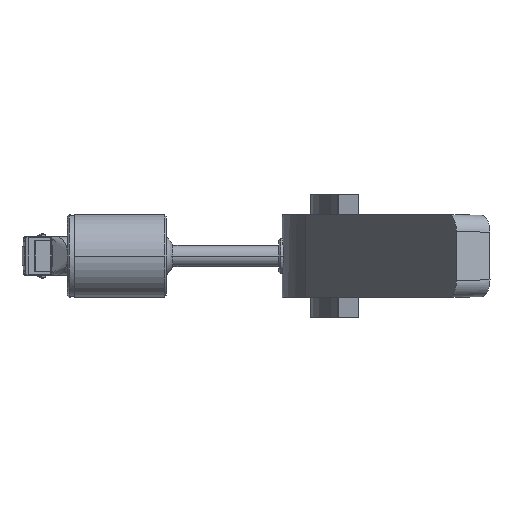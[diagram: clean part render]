
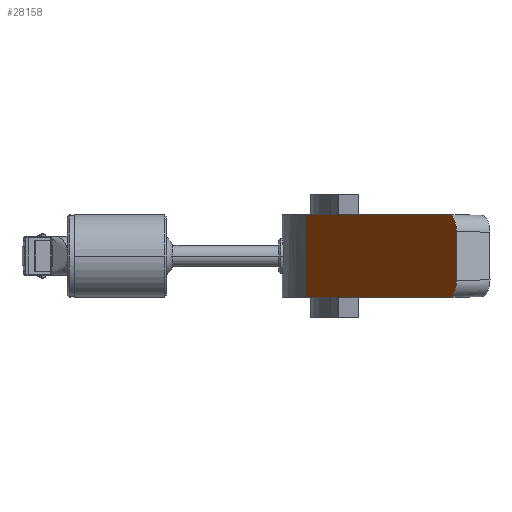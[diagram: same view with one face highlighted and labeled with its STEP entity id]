
A CAD part, left-side view. The second image highlights one B-rep face of the part: STEP entity #28158.
In plain terms, the highlighted face is planar.
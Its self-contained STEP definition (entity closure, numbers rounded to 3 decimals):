
#23021=DIRECTION('',(-0.866,-0.5,0.));
#23022=VECTOR('',#23021,79.799);
#23023=CARTESIAN_POINT('',(-24.25,-1.299,11.75));
#23024=LINE('',#23023,#23022);
#23025=DIRECTION('',(0.,0.,1.));
#23026=VECTOR('',#23025,13.898);
#23027=CARTESIAN_POINT('',(-97.515,-43.599,
-6.949));
#23028=LINE('',#23027,#23026);
#23037=CARTESIAN_POINT('',(-93.358,-41.199,-11.75));
#23038=CARTESIAN_POINT('',(-94.051,-41.599,-11.75));
#23039=CARTESIAN_POINT('',(-95.136,-42.225,
-11.403));
#23040=CARTESIAN_POINT('',(-96.359,-42.931,
-10.414));
#23041=CARTESIAN_POINT('',(-97.215,-43.425,
-9.002));
#23042=CARTESIAN_POINT('',(-97.515,-43.599,
-7.749));
#23043=CARTESIAN_POINT('',(-97.515,-43.599,
-6.949));
#23045=DIRECTION('',(0.,0.,-1.));
#23046=VECTOR('',#23045,23.5);
#23047=CARTESIAN_POINT('',(-24.25,-1.299,11.75));
#23048=LINE('',#23047,#23046);
#23049=CARTESIAN_POINT('',(-97.515,-43.599,
6.949));
#23050=CARTESIAN_POINT('',(-97.515,-43.599,
7.749));
#23051=CARTESIAN_POINT('',(-97.215,-43.425,
9.002));
#23052=CARTESIAN_POINT('',(-96.359,-42.931,
10.414));
#23053=CARTESIAN_POINT('',(-95.136,-42.225,
11.403));
#23054=CARTESIAN_POINT('',(-94.051,-41.599,11.75));
#23055=CARTESIAN_POINT('',(-93.358,-41.199,11.75));
#23061=DIRECTION('',(-0.866,-0.5,0.));
#23062=VECTOR('',#23061,79.799);
#23063=CARTESIAN_POINT('',(-24.25,-1.299,-11.75));
#23064=LINE('',#23063,#23062);
#23873=CARTESIAN_POINT('',(-24.25,-1.299,11.75));
#23875=VERTEX_POINT('',#23873);
#23882=CARTESIAN_POINT('',(-24.25,-1.299,-11.75));
#23883=VERTEX_POINT('',#23882);
#23899=CARTESIAN_POINT('',(-97.515,-43.599,
-6.949));
#23900=CARTESIAN_POINT('',(-97.515,-43.599,
6.949));
#23901=VERTEX_POINT('',#23899);
#23902=VERTEX_POINT('',#23900);
#23909=VERTEX_POINT('',#23055);
#23913=VERTEX_POINT('',#23037);
#28143=CARTESIAN_POINT('',(0.,12.702,-11.75));
#28144=DIRECTION('',(-0.5,0.866,0.));
#28145=DIRECTION('',(-0.866,-0.5,0.));
#28146=AXIS2_PLACEMENT_3D('',#28143,#28144,#28145);
#28147=PLANE('',#28146);
#28148=ORIENTED_EDGE('',*,*,#28134,.F.);
#28150=ORIENTED_EDGE('',*,*,#28149,.F.);
#28152=ORIENTED_EDGE('',*,*,#28151,.F.);
#28153=ORIENTED_EDGE('',*,*,#27938,.F.);
#28154=ORIENTED_EDGE('',*,*,#28109,.T.);
#28155=ORIENTED_EDGE('',*,*,#28123,.F.);
#28156=EDGE_LOOP('',(#28148,#28150,#28152,#28153,#28154,#28155));
#28157=FACE_OUTER_BOUND('',#28156,.F.);
#28158=ADVANCED_FACE('',(#28157),#28147,.T.);
#23044=B_SPLINE_CURVE_WITH_KNOTS('',3,(#23037,#23038,#23039,#23040,#23041,
#23042,#23043),.UNSPECIFIED.,.F.,.F.,(4,1,1,1,4),(0.,0.25,0.5,0.75,
1.),.UNSPECIFIED.);
#23056=B_SPLINE_CURVE_WITH_KNOTS('',3,(#23049,#23050,#23051,#23052,#23053,
#23054,#23055),.UNSPECIFIED.,.F.,.F.,(4,1,1,1,4),(0.,0.25,0.5,0.75,
1.),.UNSPECIFIED.);
#27938=EDGE_CURVE('',#23875,#23883,#23048,.T.);
#28109=EDGE_CURVE('',#23875,#23909,#23024,.T.);
#28123=EDGE_CURVE('',#23902,#23909,#23056,.T.);
#28134=EDGE_CURVE('',#23901,#23902,#23028,.T.);
#28149=EDGE_CURVE('',#23913,#23901,#23044,.T.);
#28151=EDGE_CURVE('',#23883,#23913,#23064,.T.);
